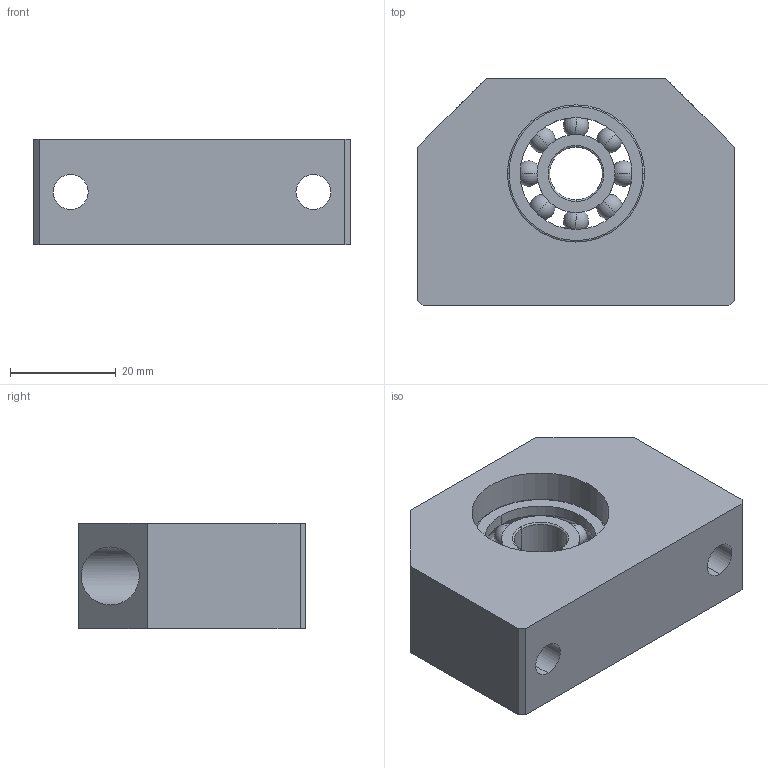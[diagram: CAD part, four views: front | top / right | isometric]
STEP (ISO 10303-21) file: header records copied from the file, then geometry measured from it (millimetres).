
FILE_DESCRIPTION (( 'STEP AP203' ), '1' );
FILE_NAME ('BF 12.STEP', '2014-10-24T05:44:24', ( 'star' ), ( '' ), 'SwSTEP 2.0', 'SolidWorks 2013', '' );
FILE_SCHEMA (( 'CONFIG_CONTROL_DESIGN' ));
Length unit declared in the file: millimetre
Products named in the file (3): BF 12_2; BF 12; #6000(10X26X8)_1
Assembly tree (2 placements, depth 2):
  BF 12
    BF 12_2
    #6000(10X26X8)_1
Bounding box: 60 x 43 x 20 mm (x, y, z)
Volume: 35803.4 mm3; surface area: 13821.5 mm2
Topology: 2 solids, 2 shells, 66 faces, 238 edges, 160 vertices
Faces by surface type: cylinder 22, plane 16, sphere 16, bspline 12
Entity records: 3892 total; most frequent: CARTESIAN_POINT 1869, ORIENTED_EDGE 382, DIRECTION 348, EDGE_CURVE 191, AXIS2_PLACEMENT_3D 151, VERTEX_POINT 129, CIRCLE 92, EDGE_LOOP 90
